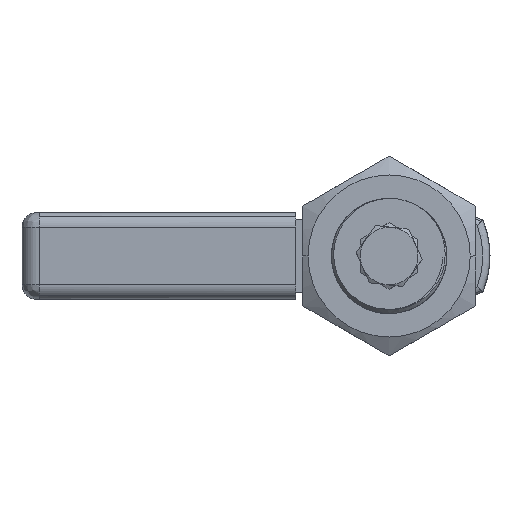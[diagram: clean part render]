
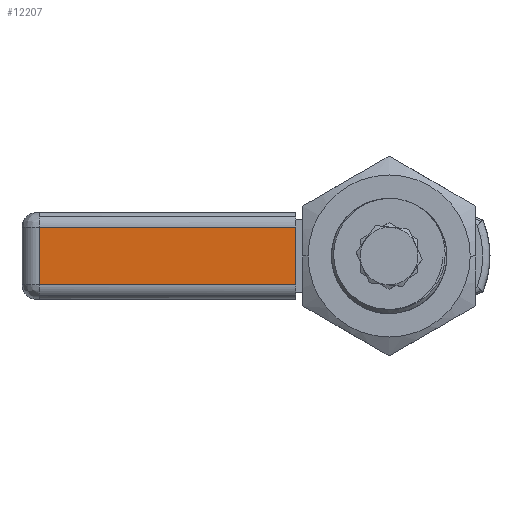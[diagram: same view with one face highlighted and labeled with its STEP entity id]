
A CAD part, left-side view. The second image highlights one B-rep face of the part: STEP entity #12207.
In plain terms, the highlighted planar face has unit normal (-0.999, 0.035, 0).
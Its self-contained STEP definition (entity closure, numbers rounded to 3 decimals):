
#11855=CARTESIAN_POINT('',(-5.033,29.102,1.));
#11856=VERTEX_POINT('',#11855);
#11864=CARTESIAN_POINT('',(-3.791,64.689,1.));
#11865=VERTEX_POINT('',#11864);
#11866=CARTESIAN_POINT('',(-5.033,29.102,1.));
#11867=DIRECTION('',(0.035,0.999,0.));
#11868=VECTOR('',#11867,35.609);
#11869=LINE('',#11866,#11868);
#11870=EDGE_CURVE('',#11856,#11865,#11869,.T.);
#12165=CARTESIAN_POINT('',(-3.791,64.689,9.));
#12166=VERTEX_POINT('',#12165);
#12167=CARTESIAN_POINT('',(-3.791,64.689,1.));
#12168=DIRECTION('',(0.0,0.0,1.0));
#12169=VECTOR('',#12168,8.0);
#12170=LINE('',#12167,#12169);
#12171=EDGE_CURVE('',#11865,#12166,#12170,.T.);
#12184=CARTESIAN_POINT('',(-5.033,29.102,-1.));
#12185=DIRECTION('',(-0.999,0.035,0.));
#12186=DIRECTION('',(0.0,0.0,1.0));
#12187=AXIS2_PLACEMENT_3D('',#12184,#12185,#12186);
#12188=PLANE('',#12187);
#12189=ORIENTED_EDGE('',*,*,#11870,.F.);
#12190=CARTESIAN_POINT('',(-5.033,29.102,9.));
#12191=VERTEX_POINT('',#12190);
#12192=CARTESIAN_POINT('',(-5.033,29.102,1.));
#12193=DIRECTION('',(0.0,0.0,1.0));
#12194=VECTOR('',#12193,8.);
#12195=LINE('',#12192,#12194);
#12196=EDGE_CURVE('',#11856,#12191,#12195,.T.);
#12197=ORIENTED_EDGE('',*,*,#12196,.T.);
#12198=CARTESIAN_POINT('',(-3.791,64.689,9.));
#12199=DIRECTION('',(-0.035,-0.999,0.));
#12200=VECTOR('',#12199,35.609);
#12201=LINE('',#12198,#12200);
#12202=EDGE_CURVE('',#12166,#12191,#12201,.T.);
#12203=ORIENTED_EDGE('',*,*,#12202,.F.);
#12204=ORIENTED_EDGE('',*,*,#12171,.F.);
#12205=EDGE_LOOP('',(#12189,#12197,#12203,#12204));
#12206=FACE_OUTER_BOUND('',#12205,.T.);
#12207=ADVANCED_FACE('',(#12206),#12188,.T.);
